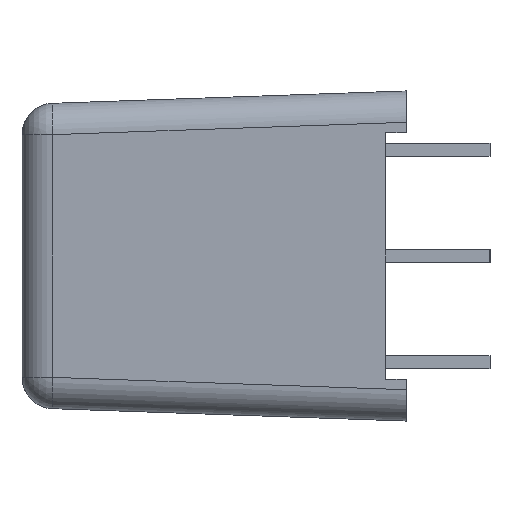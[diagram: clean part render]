
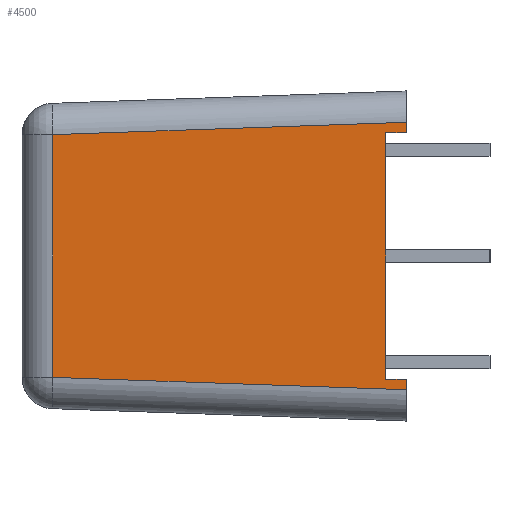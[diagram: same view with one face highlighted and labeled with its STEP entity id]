
A CAD part, left-side view. The second image highlights one B-rep face of the part: STEP entity #4500.
In plain terms, the highlighted planar face has unit normal (-1, 0.018, 0).
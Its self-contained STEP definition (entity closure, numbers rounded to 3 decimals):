
#4252 = VERTEX_POINT('',#4253);
#4253 = CARTESIAN_POINT('',(-30.,0.,6.4));
#4260 = EDGE_CURVE('',#4261,#4252,#4263,.T.);
#4261 = VERTEX_POINT('',#4262);
#4262 = CARTESIAN_POINT('',(-30.,0.,5.9));
#4263 = LINE('',#4264,#4265);
#4264 = CARTESIAN_POINT('',(-30.,0.,-7.9));
#4265 = VECTOR('',#4266,1.);
#4266 = DIRECTION('',(0.,0.,1.));
#4466 = VERTEX_POINT('',#4467);
#4467 = CARTESIAN_POINT('',(-30.,0.,-5.9));
#4473 = EDGE_CURVE('',#4474,#4466,#4476,.T.);
#4474 = VERTEX_POINT('',#4475);
#4475 = CARTESIAN_POINT('',(-30.,0.,-6.4));
#4476 = LINE('',#4477,#4478);
#4477 = CARTESIAN_POINT('',(-30.,0.,-7.9));
#4478 = VECTOR('',#4479,1.);
#4479 = DIRECTION('',(0.,0.,1.));
#4500 = ADVANCED_FACE('',(#4501),#4549,.T.);
#4501 = FACE_BOUND('',#4502,.T.);
#4502 = EDGE_LOOP('',(#4503,#4513,#4519,#4520,#4528,#4536,#4542,#4543));
#4503 = ORIENTED_EDGE('',*,*,#4504,.T.);
#4504 = EDGE_CURVE('',#4505,#4507,#4509,.T.);
#4505 = VERTEX_POINT('',#4506);
#4506 = CARTESIAN_POINT('',(-29.983,1.,-5.9));
#4507 = VERTEX_POINT('',#4508);
#4508 = CARTESIAN_POINT('',(-29.983,1.,5.9));
#4509 = LINE('',#4510,#4511);
#4510 = CARTESIAN_POINT('',(-29.983,1.,-7.9));
#4511 = VECTOR('',#4512,1.);
#4512 = DIRECTION('',(-0.,-0.,1.));
#4513 = ORIENTED_EDGE('',*,*,#4514,.T.);
#4514 = EDGE_CURVE('',#4507,#4261,#4515,.T.);
#4515 = LINE('',#4516,#4517);
#4516 = CARTESIAN_POINT('',(-30.,0.,5.9));
#4517 = VECTOR('',#4518,1.);
#4518 = DIRECTION('',(-0.017,-1.,-0.));
#4519 = ORIENTED_EDGE('',*,*,#4260,.T.);
#4520 = ORIENTED_EDGE('',*,*,#4521,.T.);
#4521 = EDGE_CURVE('',#4252,#4522,#4524,.T.);
#4522 = VERTEX_POINT('',#4523);
#4523 = CARTESIAN_POINT('',(-29.705,16.926,
    5.809));
#4524 = LINE('',#4525,#4526);
#4525 = CARTESIAN_POINT('',(-29.68,18.348,
    5.759));
#4526 = VECTOR('',#4527,1.);
#4527 = DIRECTION('',(0.017,0.999,
    -0.035));
#4528 = ORIENTED_EDGE('',*,*,#4529,.T.);
#4529 = EDGE_CURVE('',#4522,#4530,#4532,.T.);
#4530 = VERTEX_POINT('',#4531);
#4531 = CARTESIAN_POINT('',(-29.705,16.926,
    -5.809));
#4532 = LINE('',#4533,#4534);
#4533 = CARTESIAN_POINT('',(-29.705,16.926,
    -7.257));
#4534 = VECTOR('',#4535,1.);
#4535 = DIRECTION('',(-0.,-0.,-1.));
#4536 = ORIENTED_EDGE('',*,*,#4537,.T.);
#4537 = EDGE_CURVE('',#4530,#4474,#4538,.T.);
#4538 = LINE('',#4539,#4540);
#4539 = CARTESIAN_POINT('',(-30.001,-0.052,
    -6.402));
#4540 = VECTOR('',#4541,1.);
#4541 = DIRECTION('',(-0.017,-0.999,
    -0.035));
#4542 = ORIENTED_EDGE('',*,*,#4473,.T.);
#4543 = ORIENTED_EDGE('',*,*,#4544,.T.);
#4544 = EDGE_CURVE('',#4466,#4505,#4545,.T.);
#4545 = LINE('',#4546,#4547);
#4546 = CARTESIAN_POINT('',(-30.,0.,-5.9));
#4547 = VECTOR('',#4548,1.);
#4548 = DIRECTION('',(0.017,1.,-0.));
#4549 = PLANE('',#4550);
#4550 = AXIS2_PLACEMENT_3D('',#4551,#4552,#4553);
#4551 = CARTESIAN_POINT('',(-30.,0.,-7.9));
#4552 = DIRECTION('',(-1.,0.017,0.));
#4553 = DIRECTION('',(-0.017,-1.,0.));
